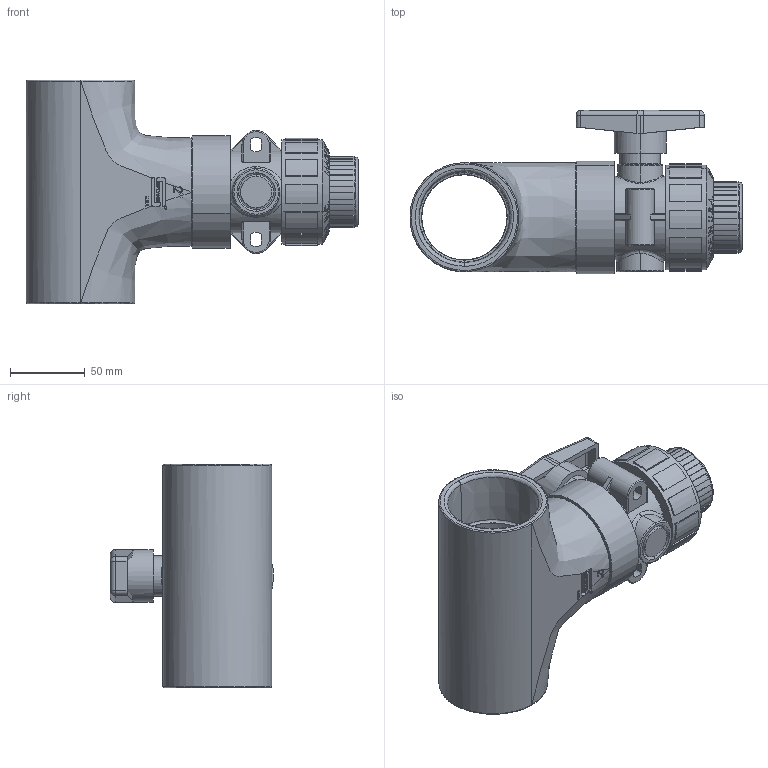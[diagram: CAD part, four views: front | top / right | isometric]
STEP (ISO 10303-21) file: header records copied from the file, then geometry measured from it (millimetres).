
FILE_DESCRIPTION (( 'STEP AP203' ), '1' );
FILE_NAME ('LMBV100-200.STEP', '2019-06-24T14:13:41', ( '' ), ( '' ), 'SwSTEP 2.0', 'SolidWorks 2017', '' );
FILE_SCHEMA (( 'CONFIG_CONTROL_DESIGN' ));
Length unit declared in the file: millimetre
Products named in the file (1): LMBV100-200
Bounding box: 222.48 x 109.31 x 149.86 mm (x, y, z)
Volume: 777781.3 mm3; surface area: 128594.1 mm2
Topology: 1 solids, 1 shells, 936 faces, 2456 edges, 1601 vertices
Faces by surface type: plane 520, bspline 195, cylinder 135, cone 57, torus 21, sphere 8
Entity records: 43949 total; most frequent: CARTESIAN_POINT 23009, ORIENTED_EDGE 4896, DIRECTION 3349, EDGE_CURVE 2448, VERTEX_POINT 1601, VECTOR 1173, LINE 1173, AXIS2_PLACEMENT_3D 1088
